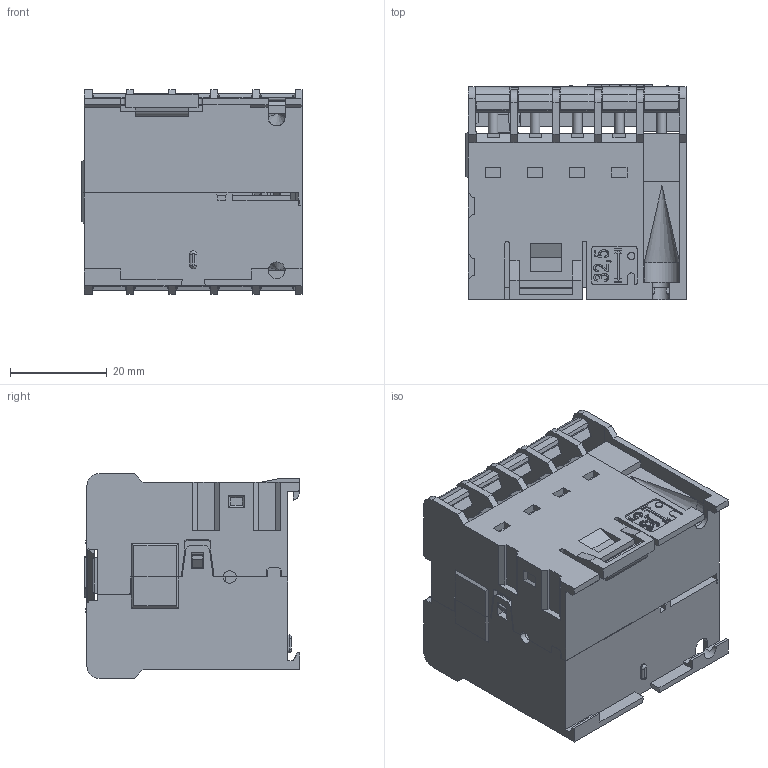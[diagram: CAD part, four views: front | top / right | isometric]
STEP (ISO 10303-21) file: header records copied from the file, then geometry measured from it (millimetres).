
FILE_DESCRIPTION((''),'2;1');
FILE_NAME('CE07_ASM','2020-11-12T',('marketing.praksa'),('Audax d.o.o.'),'CREO PARAMETRIC BY PTC INC, 2017480','CREO PARAMETRIC BY PTC INC, 2017480','');
FILE_SCHEMA(('AUTOMOTIVE_DESIGN { 1 0 10303 214 1 1 1 1 }'));
Products named in the file (25): CW07-CAW04_1_1_1; CW07-CAW04_2_1; CW07-CAW04_3_1; CW07-CAW04_4_1; CW07-CAW04_5_1; CW07-CAW04_6_1; CW07-CAW04_7_1; CW07-CAW04_8_1; CW07-CAW04_9_1; CW07-CAW04_10_1; CW07-CAW04_11_1; CW07-CAW04_12_1; CW07-CAW04_13_1; CW07-CAW04_14_1; CW07-CAW04_1_ASM_1_ASM; OPEN_CASCADE_STEP_TRANSLATOR_34; OPEN_CASCADE_STEP_TRANSLAT-2_10; OPEN_CASCADE_STEP_TRANSLAT-2_11; OPEN_CASCADE_STEP_TRANSLATOR_35_ASM; 200__LOGO_ASM_1_ASM_1_1_2_3_4_8_ASM; TRAFO_ASM_1_ASM_1_1_2_3_4_5_6_8_ASM; CTR30_50_5_ASM_1_1_2_3_4_5_6__8_ASM; ASM0019_ASM_1_ASM; CW07-CAW04_ASM_1_ASM; CE07_ASM
Assembly tree (24 placements, depth 8):
  CE07_ASM
    CW07-CAW04_ASM_1_ASM
      CW07-CAW04_1_ASM_1_ASM
        CW07-CAW04_1_1_1
        CW07-CAW04_2_1
        CW07-CAW04_3_1
        CW07-CAW04_4_1
        CW07-CAW04_5_1
        CW07-CAW04_6_1
        CW07-CAW04_7_1
        CW07-CAW04_8_1
        CW07-CAW04_9_1
        CW07-CAW04_10_1
        CW07-CAW04_11_1
        CW07-CAW04_12_1
        CW07-CAW04_13_1
        CW07-CAW04_14_1
      ASM0019_ASM_1_ASM
        CTR30_50_5_ASM_1_1_2_3_4_5_6__8_ASM
          TRAFO_ASM_1_ASM_1_1_2_3_4_5_6_8_ASM
            200__LOGO_ASM_1_ASM_1_1_2_3_4_8_ASM
              OPEN_CASCADE_STEP_TRANSLATOR_35_ASM
                OPEN_CASCADE_STEP_TRANSLATOR_34
                OPEN_CASCADE_STEP_TRANSLAT-2_10
                OPEN_CASCADE_STEP_TRANSLAT-2_11
Bounding box: 45.5 x 44.55 x 42.3 mm (x, y, z)
Volume: 58829.6 mm3; surface area: 29467 mm2
Topology: 17 solids, 24 shells, 1648 faces, 4764 edges, 3176 vertices
Faces by surface type: plane 1242, cylinder 257, torus 53, extrusion 37, cone 34, bspline 25
Entity records: 84431 total; most frequent: CARTESIAN_POINT 14038, ORIENTED_EDGE 9520, DIRECTION 8423, PRESENTATION_STYLE_ASSIGNMENT 6408, STYLED_ITEM 5081, CURVE_STYLE 4797, EDGE_CURVE 4760, VECTOR 3665
